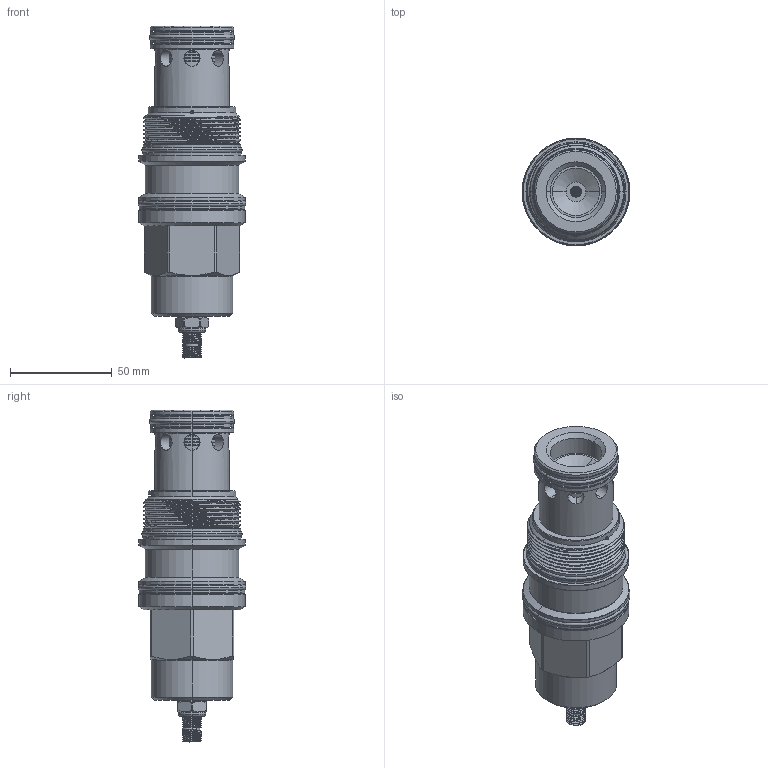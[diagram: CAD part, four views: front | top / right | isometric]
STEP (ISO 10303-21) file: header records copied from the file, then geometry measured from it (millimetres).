
FILE_DESCRIPTION (( 'STEP AP203' ), '1' );
FILE_NAME ('RV19A30-L.STEP', '2020-03-24T05:19:58', ( '' ), ( '' ), 'SwSTEP 2.0', 'SolidWorks 2018', '' );
FILE_SCHEMA (( 'CONFIG_CONTROL_DESIGN' ));
Length unit declared in the file: millimetre
Products named in the file (1): RV19A30-L
Bounding box: 53.11 x 53.11 x 163.5 mm (x, y, z)
Volume: 205117.8 mm3; surface area: 37324.2 mm2
Topology: 8 solids, 10 shells, 848 faces, 2350 edges, 1454 vertices
Faces by surface type: cylinder 630, torus 74, plane 70, cone 61, bspline 9, sphere 4
Entity records: 59835 total; most frequent: CARTESIAN_POINT 39168, ORIENTED_EDGE 4696, DIRECTION 3511, EDGE_CURVE 2348, VERTEX_POINT 1454, AXIS2_PLACEMENT_3D 1424, EDGE_LOOP 1258, B_SPLINE_CURVE_WITH_KNOTS 1022
